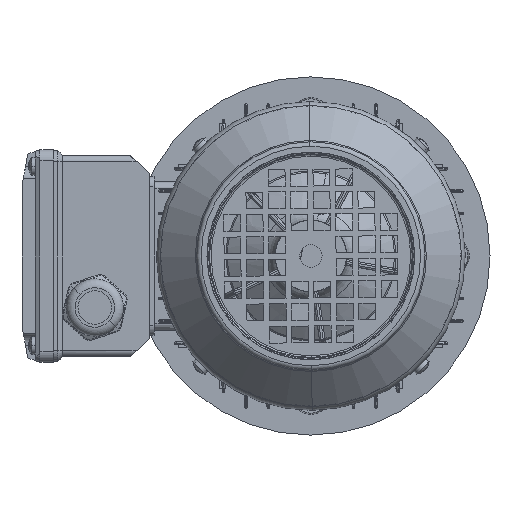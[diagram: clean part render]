
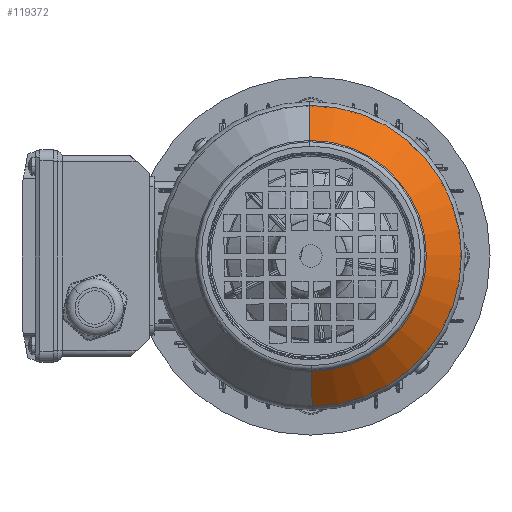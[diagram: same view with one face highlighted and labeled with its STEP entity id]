
A CAD part, left-side view. The second image highlights one B-rep face of the part: STEP entity #119372.
In plain terms, the highlighted conical face has half-angle 45 degrees and reference radius 51.586 mm.
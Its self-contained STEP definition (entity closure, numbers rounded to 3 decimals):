
#328 = ORIENTED_EDGE ( 'NONE', *, *, #22741, .F. ) ;
#3457 = CONICAL_SURFACE ( 'NONE', #129128, 51.586, 0.785 ) ;
#5793 = DIRECTION ( 'NONE',  ( -0.707, 0., -0.707 ) ) ;
#6557 = DIRECTION ( 'NONE',  ( -0.707, 0., 0.707 ) ) ;
#22741 = EDGE_CURVE ( 'NONE', #27482, #99355, #31816, .T. ) ;
#27482 = VERTEX_POINT ( 'NONE', #65165 ) ;
#31816 = LINE ( 'NONE', #77001, #64608 ) ;
#35492 = DIRECTION ( 'NONE',  ( -1., 0., 0. ) ) ;
#39062 = LINE ( 'NONE', #100150, #102605 ) ;
#42099 = CARTESIAN_POINT ( 'NONE',  ( 69.414, 0., 51.586 ) ) ;
#46864 = CARTESIAN_POINT ( 'NONE',  ( 53.749, 0., 0. ) ) ;
#50150 = CARTESIAN_POINT ( 'NONE',  ( 69.414, 0., 0. ) ) ;
#51751 = CARTESIAN_POINT ( 'NONE',  ( 53.749, 0., 67.251 ) ) ;
#56627 = EDGE_CURVE ( 'NONE', #27482, #128542, #82957, .T. ) ;
#57054 = DIRECTION ( 'NONE',  ( 0., 0., 1. ) ) ;
#64608 = VECTOR ( 'NONE', #5793, 1000. ) ;
#65165 = CARTESIAN_POINT ( 'NONE',  ( 69.414, 0., -51.586 ) ) ;
#66026 = DIRECTION ( 'NONE',  ( 0., 0., 1. ) ) ;
#67095 = AXIS2_PLACEMENT_3D ( 'NONE', #46864, #67249, #57054 ) ;
#67149 = EDGE_CURVE ( 'NONE', #99355, #68936, #103985, .T. ) ;
#67249 = DIRECTION ( 'NONE',  ( -1., 0., 0. ) ) ;
#68535 = DIRECTION ( 'NONE',  ( -1., 0., 0. ) ) ;
#68936 = VERTEX_POINT ( 'NONE', #51751 ) ;
#77001 = CARTESIAN_POINT ( 'NONE',  ( 69.414, 0., -51.586 ) ) ;
#82957 = CIRCLE ( 'NONE', #117674, 51.586 ) ;
#85691 = CARTESIAN_POINT ( 'NONE',  ( 69.414, 0., 0. ) ) ;
#88695 = ORIENTED_EDGE ( 'NONE', *, *, #56627, .T. ) ;
#88983 = EDGE_CURVE ( 'NONE', #128542, #68936, #39062, .T. ) ;
#90209 = DIRECTION ( 'NONE',  ( 0., 0., 1. ) ) ;
#97095 = ORIENTED_EDGE ( 'NONE', *, *, #67149, .F. ) ;
#99355 = VERTEX_POINT ( 'NONE', #123583 ) ;
#100150 = CARTESIAN_POINT ( 'NONE',  ( 69.414, 0., 51.586 ) ) ;
#100313 = ORIENTED_EDGE ( 'NONE', *, *, #88983, .T. ) ;
#102605 = VECTOR ( 'NONE', #6557, 1000. ) ;
#103985 = CIRCLE ( 'NONE', #67095, 67.251 ) ;
#108498 = EDGE_LOOP ( 'NONE', ( #328, #88695, #100313, #97095 ) ) ;
#117674 = AXIS2_PLACEMENT_3D ( 'NONE', #50150, #68535, #90209 ) ;
#119372 = ADVANCED_FACE ( 'NONE', ( #129116 ), #3457, .T. ) ;
#123583 = CARTESIAN_POINT ( 'NONE',  ( 53.749, 0., -67.251 ) ) ;
#128542 = VERTEX_POINT ( 'NONE', #42099 ) ;
#129116 = FACE_OUTER_BOUND ( 'NONE', #108498, .T. ) ;
#129128 = AXIS2_PLACEMENT_3D ( 'NONE', #85691, #35492, #66026 ) ;
